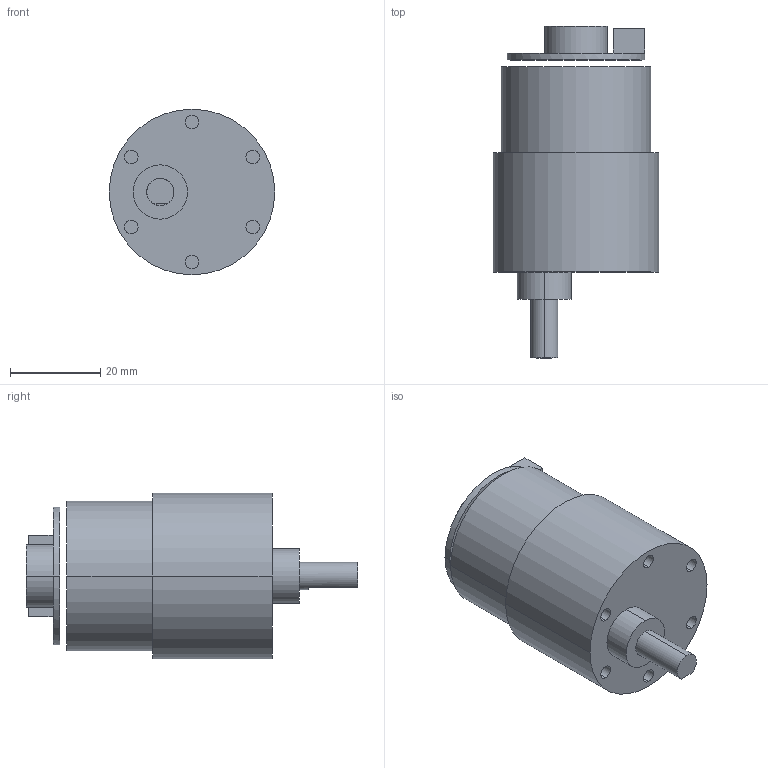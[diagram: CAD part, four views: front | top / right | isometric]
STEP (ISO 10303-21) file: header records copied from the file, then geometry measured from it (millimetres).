
FILE_DESCRIPTION((''),'2;1');
FILE_NAME('MG513-10JSB','2019-07-24T',('mayn'),(''),'PRO/ENGINEER BY PARAMETRIC TECHNOLOGY CORPORATION, 2012480','PRO/ENGINEER BY PARAMETRIC TECHNOLOGY CORPORATION, 2012480','');
FILE_SCHEMA(('CONFIG_CONTROL_DESIGN'));
Length unit declared in the file: millimetre
Products named in the file (1): MG513-10JSB
Bounding box: 36.6 x 73.4 x 36.6 mm (x, y, z)
Volume: 47618.7 mm3; surface area: 9922.1 mm2
Topology: 2 solids, 2 shells, 47 faces, 95 edges, 62 vertices
Faces by surface type: cylinder 24, plane 23
Entity records: 1285 total; most frequent: DIRECTION 241, CARTESIAN_POINT 204, ORIENTED_EDGE 190, AXIS2_PLACEMENT_3D 99, EDGE_CURVE 95, VERTEX_POINT 62, EDGE_LOOP 57, CIRCLE 52
